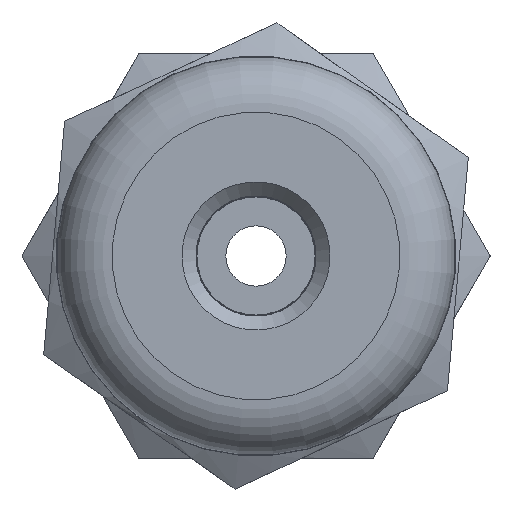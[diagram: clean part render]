
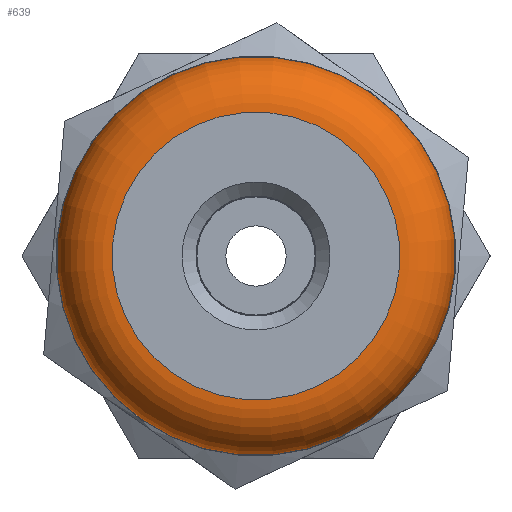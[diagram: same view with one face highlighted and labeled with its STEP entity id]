
A CAD part, left-side view. The second image highlights one B-rep face of the part: STEP entity #639.
In plain terms, the highlighted toroidal (fillet/blend) face has major radius 3.946 mm and minor radius 1.524 mm.
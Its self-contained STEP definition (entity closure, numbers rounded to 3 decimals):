
#612=CARTESIAN_POINT('',(-7.442,-0.652,-2.883));
#613=DIRECTION('',(1.0,0.,0.));
#614=DIRECTION('',(0.,-0.421,-0.907));
#615=AXIS2_PLACEMENT_3D('',#612,#613,#614);
#616=TOROIDAL_SURFACE('',#615,3.946,1.524);
#617=CARTESIAN_POINT('',(-7.442,4.311,-5.183));
#618=VERTEX_POINT('',#617);
#619=CARTESIAN_POINT('',(-7.442,-0.652,-2.883));
#620=DIRECTION('',(1.0,0.,0.));
#621=DIRECTION('',(0.,0.907,-0.421));
#622=AXIS2_PLACEMENT_3D('',#619,#620,#621);
#623=CIRCLE('',#622,5.47);
#624=EDGE_CURVE('',#618,#618,#623,.T.);
#625=ORIENTED_EDGE('',*,*,#624,.F.);
#626=EDGE_LOOP('',(#625));
#627=FACE_OUTER_BOUND('',#626,.T.);
#628=CARTESIAN_POINT('',(-8.966,2.928,-4.542));
#629=VERTEX_POINT('',#628);
#630=CARTESIAN_POINT('',(-8.966,-0.652,-2.883));
#631=DIRECTION('',(1.0,0.,0.));
#632=DIRECTION('',(0.,-0.907,0.421));
#633=AXIS2_PLACEMENT_3D('',#630,#631,#632);
#634=CIRCLE('',#633,3.946);
#635=EDGE_CURVE('',#629,#629,#634,.T.);
#636=ORIENTED_EDGE('',*,*,#635,.T.);
#637=EDGE_LOOP('',(#636));
#638=FACE_BOUND('',#637,.T.);
#639=ADVANCED_FACE('',(#627,#638),#616,.T.);
